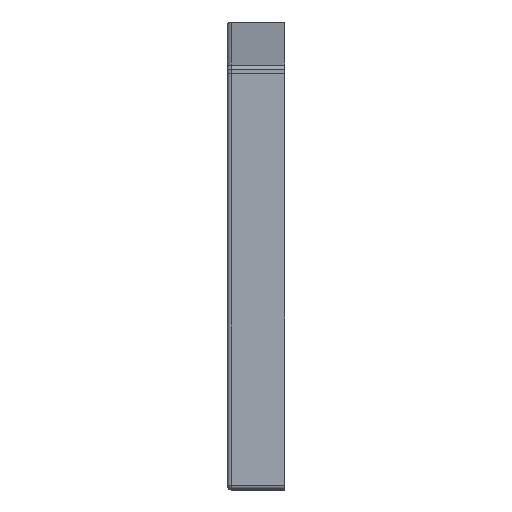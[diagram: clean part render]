
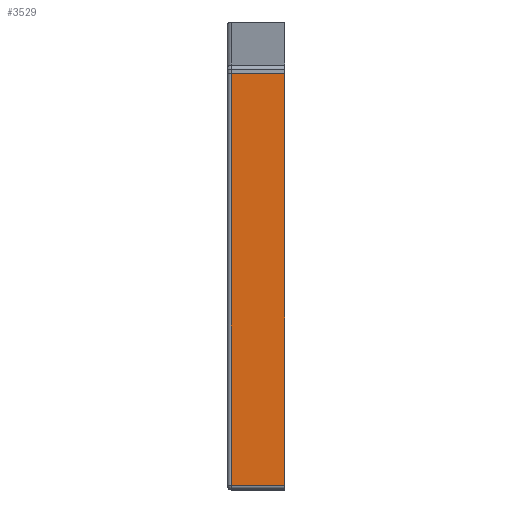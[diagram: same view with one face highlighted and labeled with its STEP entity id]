
A CAD part, left-side view. The second image highlights one B-rep face of the part: STEP entity #3529.
In plain terms, the highlighted planar face has unit normal (-1, 0, 0).
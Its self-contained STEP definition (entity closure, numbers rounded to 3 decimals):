
#281=FACE_OUTER_BOUND('',#483,.T.);
#483=EDGE_LOOP('',(#3091,#3092,#3093,#3094,#3095,#3096,#3097,#3098));
#777=LINE('',#5349,#1219);
#906=LINE('',#5696,#1348);
#907=LINE('',#5698,#1349);
#921=LINE('',#5726,#1363);
#923=LINE('',#5731,#1365);
#924=LINE('',#5733,#1366);
#925=LINE('',#5734,#1367);
#926=LINE('',#5735,#1368);
#1219=VECTOR('',#4203,10.);
#1348=VECTOR('',#4634,10.);
#1349=VECTOR('',#4635,10.);
#1363=VECTOR('',#4653,10.);
#1365=VECTOR('',#4657,10.);
#1366=VECTOR('',#4658,10.);
#1367=VECTOR('',#4659,10.);
#1368=VECTOR('',#4660,10.);
#1669=VERTEX_POINT('',#5329);
#1674=VERTEX_POINT('',#5347);
#1703=VERTEX_POINT('',#5693);
#1704=VERTEX_POINT('',#5695);
#1705=VERTEX_POINT('',#5697);
#1718=VERTEX_POINT('',#5729);
#1719=VERTEX_POINT('',#5730);
#1720=VERTEX_POINT('',#5732);
#2024=EDGE_CURVE('',#1669,#1674,#777,.T.);
#2173=EDGE_CURVE('',#1703,#1704,#906,.T.);
#2174=EDGE_CURVE('',#1704,#1705,#907,.T.);
#2189=EDGE_CURVE('',#1705,#1669,#921,.T.);
#2191=EDGE_CURVE('',#1718,#1719,#923,.T.);
#2192=EDGE_CURVE('',#1718,#1720,#924,.T.);
#2193=EDGE_CURVE('',#1720,#1674,#925,.T.);
#2194=EDGE_CURVE('',#1719,#1703,#926,.T.);
#3091=ORIENTED_EDGE('',*,*,#2191,.F.);
#3092=ORIENTED_EDGE('',*,*,#2192,.T.);
#3093=ORIENTED_EDGE('',*,*,#2193,.T.);
#3094=ORIENTED_EDGE('',*,*,#2024,.F.);
#3095=ORIENTED_EDGE('',*,*,#2189,.F.);
#3096=ORIENTED_EDGE('',*,*,#2174,.F.);
#3097=ORIENTED_EDGE('',*,*,#2173,.F.);
#3098=ORIENTED_EDGE('',*,*,#2194,.F.);
#3347=PLANE('',#3785);
#3529=ADVANCED_FACE('',(#281),#3347,.T.);
#3785=AXIS2_PLACEMENT_3D('',#5728,#4655,#4656);
#4203=DIRECTION('',(0.,0.,1.));
#4634=DIRECTION('',(0.,0.,-1.));
#4635=DIRECTION('',(0.,0.,-1.));
#4653=DIRECTION('',(0.,1.,0.));
#4655=DIRECTION('center_axis',(-1.,0.,0.));
#4656=DIRECTION('ref_axis',(0.,0.,-1.));
#4657=DIRECTION('',(0.,-1.,0.));
#4658=DIRECTION('',(0.,1.,0.));
#4659=DIRECTION('',(0.,1.,0.));
#4660=DIRECTION('',(0.,-1.,0.));
#5329=CARTESIAN_POINT('',(-117.822,7.,-50.694));
#5347=CARTESIAN_POINT('',(-117.802,7.,48.836));
#5349=CARTESIAN_POINT('',(-117.816,7.,-22.465));
#5693=CARTESIAN_POINT('',(-117.802,-6.,48.836));
#5695=CARTESIAN_POINT('',(-117.802,-6.,48.83));
#5696=CARTESIAN_POINT('',(-117.812,-6.,-0.486));
#5697=CARTESIAN_POINT('',(-117.822,-6.,-50.694));
#5698=CARTESIAN_POINT('',(-117.812,-6.,-0.486));
#5726=CARTESIAN_POINT('',(-117.822,-4.,-50.694));
#5728=CARTESIAN_POINT('Origin',(-117.802,-4.,48.836));
#5729=CARTESIAN_POINT('',(-117.802,-4.,48.836));
#5730=CARTESIAN_POINT('',(-117.802,-5.,48.836));
#5731=CARTESIAN_POINT('',(-117.802,-4.,48.836));
#5732=CARTESIAN_POINT('',(-117.802,5.,48.836));
#5733=CARTESIAN_POINT('',(-117.802,0.,48.836));
#5734=CARTESIAN_POINT('',(-117.802,5.,48.836));
#5735=CARTESIAN_POINT('',(-117.802,-5.,48.836));
